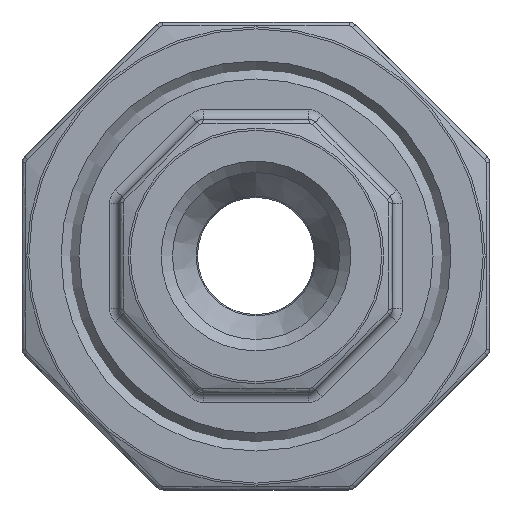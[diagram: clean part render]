
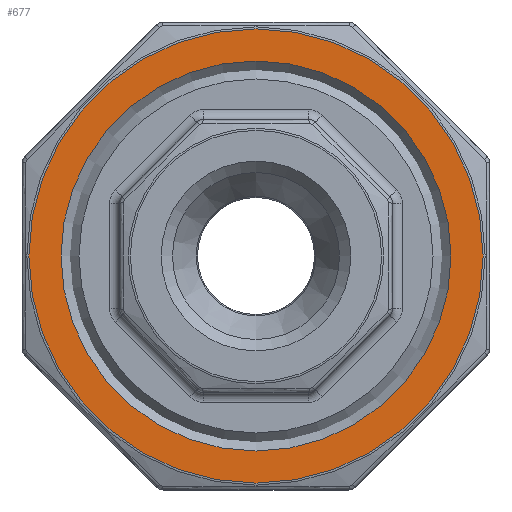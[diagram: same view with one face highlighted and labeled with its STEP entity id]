
A CAD part, left-side view. The second image highlights one B-rep face of the part: STEP entity #677.
In plain terms, the highlighted planar face has unit normal (-1, 0, 0).
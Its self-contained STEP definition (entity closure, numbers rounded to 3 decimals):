
#210 = CIRCLE ( 'NONE', #8996, 11.647 ) ;
#462 = ORIENTED_EDGE ( 'NONE', *, *, #11401, .T. ) ;
#677 = ADVANCED_FACE ( 'NONE', ( #896, #17711 ), #2707, .T. ) ;
#883 = DIRECTION ( 'NONE',  ( 0., 0., 1. ) ) ;
#896 = FACE_OUTER_BOUND ( 'NONE', #16191, .T. ) ;
#2496 = CARTESIAN_POINT ( 'NONE',  ( -8., 19.19, 0. ) ) ;
#2707 = PLANE ( 'NONE',  #18788 ) ;
#5457 = DIRECTION ( 'NONE',  ( -1., 0., 0. ) ) ;
#6520 = AXIS2_PLACEMENT_3D ( 'NONE', #19773, #16441, #14236 ) ;
#7277 = CARTESIAN_POINT ( 'NONE',  ( -8., 0., -10. ) ) ;
#8996 = AXIS2_PLACEMENT_3D ( 'NONE', #9196, #5457, #883 ) ;
#9196 = CARTESIAN_POINT ( 'NONE',  ( -8., 0., 0. ) ) ;
#11401 = EDGE_CURVE ( 'NONE', #13663, #13663, #210, .T. ) ;
#11709 = EDGE_CURVE ( 'NONE', #18658, #18658, #16062, .T. ) ;
#13663 = VERTEX_POINT ( 'NONE', #19104 ) ;
#14236 = DIRECTION ( 'NONE',  ( 0., 0., -1. ) ) ;
#14281 = DIRECTION ( 'NONE',  ( 0., 0., 1. ) ) ;
#16062 = CIRCLE ( 'NONE', #6520, 10. ) ;
#16191 = EDGE_LOOP ( 'NONE', ( #462 ) ) ;
#16441 = DIRECTION ( 'NONE',  ( 1., 0., 0. ) ) ;
#17711 = FACE_BOUND ( 'NONE', #19562, .T. ) ;
#18658 = VERTEX_POINT ( 'NONE', #7277 ) ;
#18788 = AXIS2_PLACEMENT_3D ( 'NONE', #2496, #21248, #14281 ) ;
#19104 = CARTESIAN_POINT ( 'NONE',  ( -8., 0., 11.647 ) ) ;
#19562 = EDGE_LOOP ( 'NONE', ( #20568 ) ) ;
#19773 = CARTESIAN_POINT ( 'NONE',  ( -8., 0., 0. ) ) ;
#20568 = ORIENTED_EDGE ( 'NONE', *, *, #11709, .T. ) ;
#21248 = DIRECTION ( 'NONE',  ( -1., 0., 0. ) ) ;
